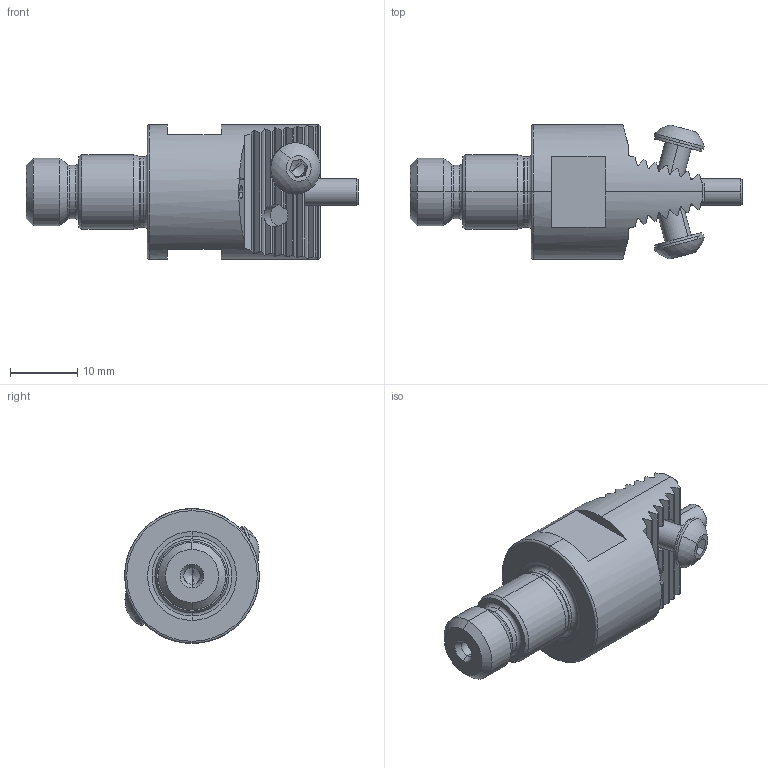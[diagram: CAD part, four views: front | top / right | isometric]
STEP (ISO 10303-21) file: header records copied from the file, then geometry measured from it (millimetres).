
FILE_DESCRIPTION (( 'STEP AP203' ), '1' );
FILE_NAME ('140.200.000C.STEP', '2018-03-05T07:19:22', ( 'SWIAdmin' ), ( 'Hewlett-Packard Company' ), 'SwSTEP 2.0', 'SolidWorks 2017', '' );
FILE_SCHEMA (( 'CONFIG_CONTROL_DESIGN' ));
Length unit declared in the file: millimetre
Products named in the file (6): 140.200.000C; CA1-Z20.K23.040_A; Z20-ER2.001.013_A; Z20-ER1.002.008_A; Z20-ER1.003.008_A_gespannt; Z20-ER1.001.008
Assembly tree (6 placements, depth 3):
  140.200.000C
    CA1-Z20.K23.040_A
    Z20-ER2.001.013_A
    Z20-ER1.001.008  x2
      Z20-ER1.002.008_A
      Z20-ER1.003.008_A_gespannt
Bounding box: 49.3 x 20 x 20 mm (x, y, z)
Volume: 7349.4 mm3; surface area: 4156.7 mm2
Topology: 6 solids, 6 shells, 325 faces, 843 edges, 522 vertices
Faces by surface type: plane 158, cylinder 95, cone 50, torus 18, sphere 4
Entity records: 10552 total; most frequent: CARTESIAN_POINT 3321, ORIENTED_EDGE 1518, DIRECTION 1272, EDGE_CURVE 759, AXIS2_PLACEMENT_3D 488, VERTEX_POINT 479, EDGE_LOOP 306, LINE 296
